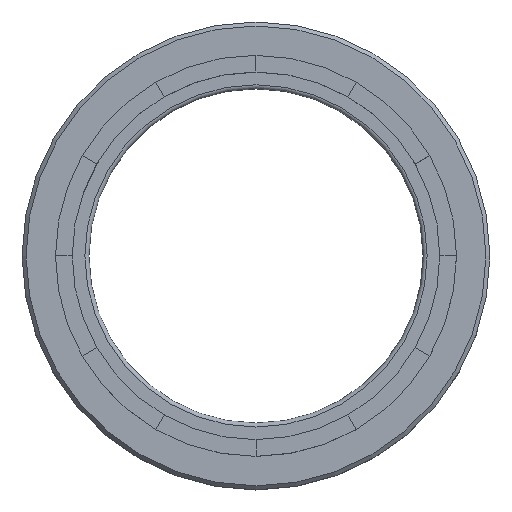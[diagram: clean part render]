
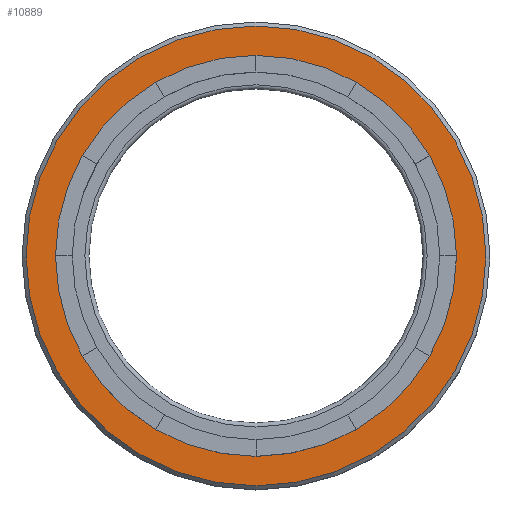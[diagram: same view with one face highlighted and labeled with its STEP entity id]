
A CAD part, top view. The second image highlights one B-rep face of the part: STEP entity #10889.
In plain terms, the highlighted planar face has unit normal (0, 0, 1).
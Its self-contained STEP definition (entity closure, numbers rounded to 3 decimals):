
#855=FACE_BOUND('',#2833,.T.);
#1139=CIRCLE('',#11710,30.);
#1141=CIRCLE('',#11714,34.4);
#2072=FACE_OUTER_BOUND('',#2832,.T.);
#2832=EDGE_LOOP('',(#7392));
#2833=EDGE_LOOP('',(#7393));
#4519=VERTEX_POINT('',#17394);
#4521=VERTEX_POINT('',#17402);
#5565=EDGE_CURVE('',#4519,#4519,#1139,.T.);
#5568=EDGE_CURVE('',#4521,#4521,#1141,.T.);
#7392=ORIENTED_EDGE('',*,*,#5568,.T.);
#7393=ORIENTED_EDGE('',*,*,#5565,.T.);
#10766=PLANE('',#11713);
#10889=ADVANCED_FACE('',(#2072,#855),#10766,.F.);
#11710=AXIS2_PLACEMENT_3D('',#17396,#13526,#13527);
#11713=AXIS2_PLACEMENT_3D('',#17401,#13533,#13534);
#11714=AXIS2_PLACEMENT_3D('',#17403,#13535,#13536);
#13526=DIRECTION('center_axis',(0.,0.,-1.));
#13527=DIRECTION('ref_axis',(-1.,0.,0.));
#13533=DIRECTION('center_axis',(0.,0.,-1.));
#13534=DIRECTION('ref_axis',(0.,1.,0.));
#13535=DIRECTION('center_axis',(0.,0.,1.));
#13536=DIRECTION('ref_axis',(0.,1.,0.));
#17394=CARTESIAN_POINT('',(30.,0.,7.));
#17396=CARTESIAN_POINT('Origin',(0.,0.,
7.));
#17401=CARTESIAN_POINT('Origin',(0.,35.,7.));
#17402=CARTESIAN_POINT('',(0.,-34.4,7.));
#17403=CARTESIAN_POINT('Origin',(0.,0.,7.));
